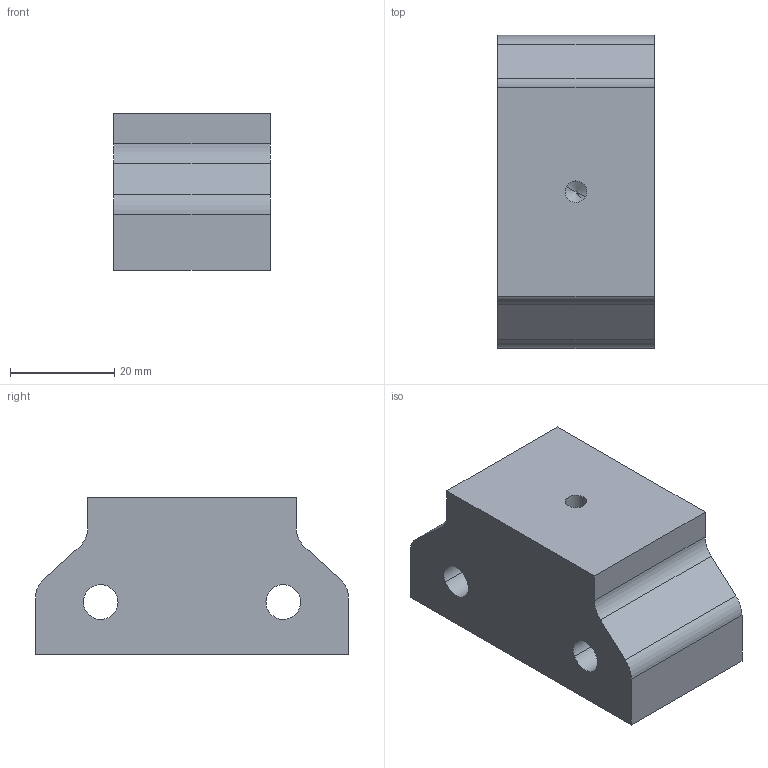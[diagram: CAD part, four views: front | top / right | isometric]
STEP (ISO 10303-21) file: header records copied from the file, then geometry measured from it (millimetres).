
FILE_DESCRIPTION(('CATIA V5 STEP Exchange'),'2;1');
FILE_NAME('02-14-0011.stp','2018-08-15T08:05:19+00:00',('none'),('none'),'Version 5-6 Release 2012','CATIA V5 STEP AP203','none');
FILE_SCHEMA(('CONFIG_CONTROL_DESIGN'));
Length unit declared in the file: millimetre
Products named in the file (1): 02-14-0011
Bounding box: 30 x 60 x 30 mm (x, y, z)
Volume: 44144.2 mm3; surface area: 9511.5 mm2
Topology: 1 solids, 1 shells, 22 faces, 58 edges, 37 vertices
Faces by surface type: plane 10, cylinder 10, cone 2
Entity records: 682 total; most frequent: CARTESIAN_POINT 112, ORIENTED_EDGE 112, DIRECTION 92, EDGE_CURVE 56, AXIS2_PLACEMENT_3D 39, VERTEX_POINT 37, VECTOR 36, LINE 36
